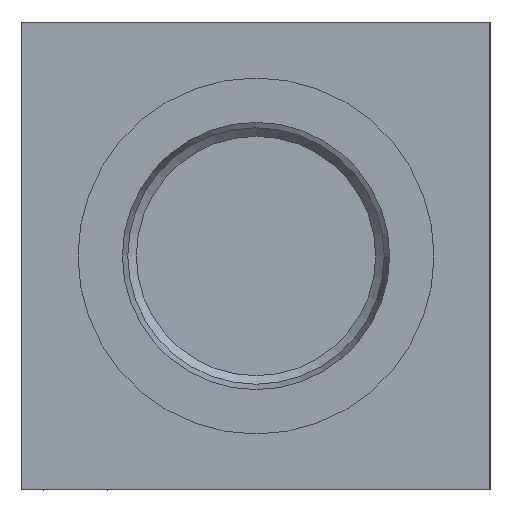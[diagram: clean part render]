
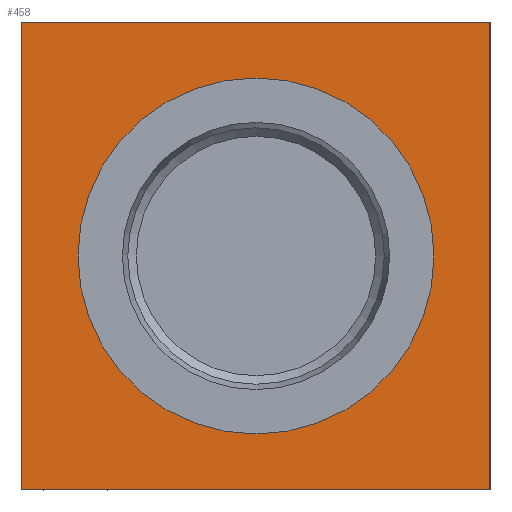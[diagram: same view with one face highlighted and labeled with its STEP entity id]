
A CAD part, left-side view. The second image highlights one B-rep face of the part: STEP entity #458.
In plain terms, the highlighted planar face has unit normal (-1, 0, 0).
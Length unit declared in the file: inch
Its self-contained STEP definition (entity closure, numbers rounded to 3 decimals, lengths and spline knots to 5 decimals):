
#458 = ADVANCED_FACE( '', ( #1028, #1029 ), #1030, .F. );
#1028 = FACE_BOUND( '', #1665, .T. );
#1029 = FACE_OUTER_BOUND( '', #1666, .T. );
#1030 = PLANE( '', #1667 );
#1665 = EDGE_LOOP( '', ( #2946 ) );
#1666 = EDGE_LOOP( '', ( #2947, #2948, #2949, #2950 ) );
#1667 = AXIS2_PLACEMENT_3D( '', #2951, #2952, #2953 );
#2946 = ORIENTED_EDGE( '', *, *, #3607, .T. );
#2947 = ORIENTED_EDGE( '', *, *, #3850, .F. );
#2948 = ORIENTED_EDGE( '', *, *, #3611, .F. );
#2949 = ORIENTED_EDGE( '', *, *, #3717, .F. );
#2950 = ORIENTED_EDGE( '', *, *, #3798, .F. );
#2951 = CARTESIAN_POINT( '', ( 0., 0., 0. ) );
#2952 = DIRECTION( '', ( 1., 0., 0. ) );
#2953 = DIRECTION( '', ( 0., 0., -1. ) );
#3607 = EDGE_CURVE( '', #4337, #4337, #4338, .T. );
#3611 = EDGE_CURVE( '', #4344, #4345, #4346, .T. );
#3717 = EDGE_CURVE( '', #4509, #4344, #4510, .T. );
#3798 = EDGE_CURVE( '', #4618, #4509, #4619, .T. );
#3850 = EDGE_CURVE( '', #4345, #4618, #4698, .T. );
#4337 = VERTEX_POINT( '', #5311 );
#4338 = CIRCLE( '', #5312, 1.141 );
#4344 = VERTEX_POINT( '', #5318 );
#4345 = VERTEX_POINT( '', #5319 );
#4346 = LINE( '', #5320, #5321 );
#4509 = VERTEX_POINT( '', #5525 );
#4510 = LINE( '', #5526, #5527 );
#4618 = VERTEX_POINT( '', #5666 );
#4619 = LINE( '', #5667, #5668 );
#4698 = LINE( '', #5774, #5775 );
#5311 = CARTESIAN_POINT( '', ( 0., 1.5, 0.359 ) );
#5312 = AXIS2_PLACEMENT_3D( '', #6206, #6207, #6208 );
#5318 = CARTESIAN_POINT( '', ( 0., 0., 0. ) );
#5319 = CARTESIAN_POINT( '', ( 0., 3., 0. ) );
#5320 = CARTESIAN_POINT( '', ( 0., 0., 0. ) );
#5321 = VECTOR( '', #6215, 39.37008 );
#5525 = CARTESIAN_POINT( '', ( 0., 0., 3. ) );
#5526 = CARTESIAN_POINT( '', ( 0., 0., 3. ) );
#5527 = VECTOR( '', #6371, 39.37008 );
#5666 = CARTESIAN_POINT( '', ( 0., 3., 3. ) );
#5667 = CARTESIAN_POINT( '', ( 0., 3., 3. ) );
#5668 = VECTOR( '', #6466, 39.37008 );
#5774 = CARTESIAN_POINT( '', ( 0., 3., 0. ) );
#5775 = VECTOR( '', #6551, 39.37008 );
#6206 = CARTESIAN_POINT( '', ( 0., 1.5, 1.5 ) );
#6207 = DIRECTION( '', ( 1., 0., 0. ) );
#6208 = DIRECTION( '', ( 0., 0., -1. ) );
#6215 = DIRECTION( '', ( 0., 1., 0. ) );
#6371 = DIRECTION( '', ( 0., 0., -1. ) );
#6466 = DIRECTION( '', ( 0., -1., 0. ) );
#6551 = DIRECTION( '', ( 0., 0., 1. ) );
